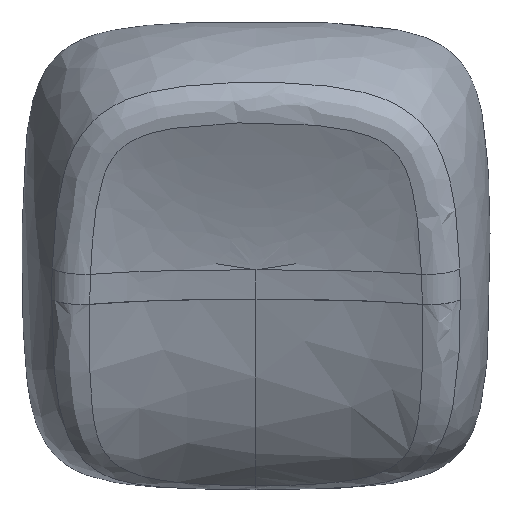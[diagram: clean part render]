
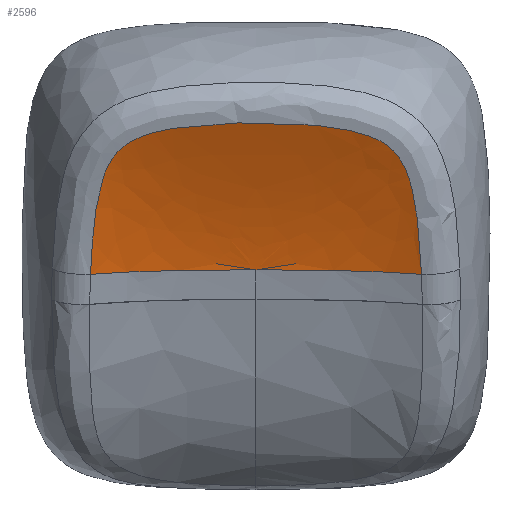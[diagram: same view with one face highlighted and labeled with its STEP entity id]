
A CAD part, top view. The second image highlights one B-rep face of the part: STEP entity #2596.
In plain terms, the highlighted free-form (B-spline) face has degree [3, 3] with [10, 5] control points.
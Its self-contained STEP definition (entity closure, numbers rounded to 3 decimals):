
#15=(
BOUNDED_CURVE()
B_SPLINE_CURVE(5,(#10885,#10886,#10887,#10888,#10889,#10890,#10891,#10892,
#10893),.UNSPECIFIED.,.F.,.F.)
B_SPLINE_CURVE_WITH_KNOTS((6,1,1,1,6),(0.216,0.4,0.6,0.8,1.),
 .UNSPECIFIED.)
CURVE()
GEOMETRIC_REPRESENTATION_ITEM()
RATIONAL_B_SPLINE_CURVE((1.,1.,1.,1.,1.,1.,1.,1.,1.))
REPRESENTATION_ITEM('')
);
#16=(
BOUNDED_CURVE()
B_SPLINE_CURVE(5,(#10894,#10895,#10896,#10897,#10898,#10899,#10900,#10901,
#10902),.UNSPECIFIED.,.F.,.F.)
B_SPLINE_CURVE_WITH_KNOTS((6,1,1,1,6),(0.216,0.4,0.6,0.8,1.),
 .UNSPECIFIED.)
CURVE()
GEOMETRIC_REPRESENTATION_ITEM()
RATIONAL_B_SPLINE_CURVE((1.,1.,1.,1.,1.,1.,1.,1.,1.))
REPRESENTATION_ITEM('')
);
#300=FACE_OUTER_BOUND('',#453,.T.);
#453=EDGE_LOOP('',(#2311,#2312,#2313));
#809=B_SPLINE_CURVE_WITH_KNOTS('',3,(#10382,#10383,#10384,#10385,#10386,
#10387,#10388,#10389,#10390,#10391,#10392,#10393,#10394,#10395,#10396,#10397,
#10398,#10399,#10400,#10401,#10402),.UNSPECIFIED.,.F.,.F.,(4,2,1,1,1,1,
1,1,1,1,1,1,1,1,1,2,4),(0.,0.117,0.365,0.49,
0.552,0.614,0.738,0.862,
1.11,1.358,1.483,1.607,1.669,
1.731,1.855,2.103,2.22),
 .UNSPECIFIED.);
#1080=VERTEX_POINT('',#10233);
#1083=VERTEX_POINT('',#10358);
#1091=VERTEX_POINT('',#10884);
#1488=EDGE_CURVE('',#1080,#1083,#809,.T.);
#1502=EDGE_CURVE('',#1080,#1091,#15,.T.);
#1503=EDGE_CURVE('',#1083,#1091,#16,.T.);
#2311=ORIENTED_EDGE('',*,*,#1488,.F.);
#2312=ORIENTED_EDGE('',*,*,#1502,.T.);
#2313=ORIENTED_EDGE('',*,*,#1503,.F.);
#2446=B_SPLINE_SURFACE_WITH_KNOTS('',3,3,((#10834,#10835,#10836,#10837,
#10838),(#10839,#10840,#10841,#10842,#10843),(#10844,#10845,#10846,#10847,
#10848),(#10849,#10850,#10851,#10852,#10853),(#10854,#10855,#10856,#10857,
#10858),(#10859,#10860,#10861,#10862,#10863),(#10864,#10865,#10866,#10867,
#10868),(#10869,#10870,#10871,#10872,#10873),(#10874,#10875,#10876,#10877,
#10878),(#10879,#10880,#10881,#10882,#10883)),.UNSPECIFIED.,.F.,.F.,.F.,
(4,1,1,1,1,1,1,4),(4,1,4),(0.,0.143,0.286,0.429,
0.571,0.714,0.857,1.),(0.131,
0.503,1.),.UNSPECIFIED.);
#2596=ADVANCED_FACE('',(#300),#2446,.F.);
#10233=CARTESIAN_POINT('',(-6.363,-0.727,7.015));
#10358=CARTESIAN_POINT('',(6.363,-0.727,7.015));
#10382=CARTESIAN_POINT('Ctrl Pts',(-6.363,-0.727,
7.015));
#10383=CARTESIAN_POINT('Ctrl Pts',(-6.35,-0.357,
7.11));
#10384=CARTESIAN_POINT('Ctrl Pts',(-6.33,0.013,
7.206));
#10385=CARTESIAN_POINT('Ctrl Pts',(-6.241,1.159,7.511));
#10386=CARTESIAN_POINT('Ctrl Pts',(-6.122,2.308,7.832));
#10387=CARTESIAN_POINT('Ctrl Pts',(-5.699,3.524,8.227));
#10388=CARTESIAN_POINT('Ctrl Pts',(-5.235,4.104,8.414));
#10389=CARTESIAN_POINT('Ctrl Pts',(-4.605,4.531,8.543));
#10390=CARTESIAN_POINT('Ctrl Pts',(-3.657,4.823,8.624));
#10391=CARTESIAN_POINT('Ctrl Pts',(-2.054,5.056,8.691));
#10392=CARTESIAN_POINT('Ctrl Pts',(0.,5.127,
8.712));
#10393=CARTESIAN_POINT('Ctrl Pts',(2.054,5.056,8.691));
#10394=CARTESIAN_POINT('Ctrl Pts',(3.657,4.823,8.624));
#10395=CARTESIAN_POINT('Ctrl Pts',(4.605,4.531,8.543));
#10396=CARTESIAN_POINT('Ctrl Pts',(5.235,4.104,8.414));
#10397=CARTESIAN_POINT('Ctrl Pts',(5.699,3.524,8.227));
#10398=CARTESIAN_POINT('Ctrl Pts',(6.122,2.308,7.832));
#10399=CARTESIAN_POINT('Ctrl Pts',(6.241,1.158,7.511));
#10400=CARTESIAN_POINT('Ctrl Pts',(6.33,0.013,
7.206));
#10401=CARTESIAN_POINT('Ctrl Pts',(6.35,-0.357,7.11));
#10402=CARTESIAN_POINT('Ctrl Pts',(6.363,-0.727,
7.015));
#10834=CARTESIAN_POINT('Ctrl Pts',(-6.739,-0.759,
7.134));
#10835=CARTESIAN_POINT('Ctrl Pts',(-6.218,-0.712,
6.958));
#10836=CARTESIAN_POINT('Ctrl Pts',(-4.807,-0.61,
6.575));
#10837=CARTESIAN_POINT('Ctrl Pts',(-2.279,-0.552,
6.359));
#10838=CARTESIAN_POINT('Ctrl Pts',(0.,-0.552,
6.359));
#10839=CARTESIAN_POINT('Ctrl Pts',(-6.739,0.406,
7.446));
#10840=CARTESIAN_POINT('Ctrl Pts',(-6.218,0.285,7.225));
#10841=CARTESIAN_POINT('Ctrl Pts',(-4.807,0.,
6.739));
#10842=CARTESIAN_POINT('Ctrl Pts',(-2.279,-0.33,
6.418));
#10843=CARTESIAN_POINT('Ctrl Pts',(0.,-0.552,
6.359));
#10844=CARTESIAN_POINT('Ctrl Pts',(-6.572,2.713,8.064));
#10845=CARTESIAN_POINT('Ctrl Pts',(-6.059,2.281,7.76));
#10846=CARTESIAN_POINT('Ctrl Pts',(-4.588,1.188,7.057));
#10847=CARTESIAN_POINT('Ctrl Pts',(-2.093,0.051,
6.52));
#10848=CARTESIAN_POINT('Ctrl Pts',(0.,-0.552,
6.359));
#10849=CARTESIAN_POINT('Ctrl Pts',(-5.284,4.574,8.563));
#10850=CARTESIAN_POINT('Ctrl Pts',(-4.863,3.869,8.185));
#10851=CARTESIAN_POINT('Ctrl Pts',(-3.483,2.172,7.321));
#10852=CARTESIAN_POINT('Ctrl Pts',(-1.415,0.431,
6.622));
#10853=CARTESIAN_POINT('Ctrl Pts',(0.,-0.552,
6.359));
#10854=CARTESIAN_POINT('Ctrl Pts',(-2.181,5.127,8.711));
#10855=CARTESIAN_POINT('Ctrl Pts',(-2.004,4.319,8.306));
#10856=CARTESIAN_POINT('Ctrl Pts',(-1.371,2.493,7.407));
#10857=CARTESIAN_POINT('Ctrl Pts',(-0.498,0.621,
6.673));
#10858=CARTESIAN_POINT('Ctrl Pts',(0.,-0.552,
6.359));
#10859=CARTESIAN_POINT('Ctrl Pts',(2.187,5.126,8.711));
#10860=CARTESIAN_POINT('Ctrl Pts',(2.01,4.318,8.305));
#10861=CARTESIAN_POINT('Ctrl Pts',(1.374,2.492,7.407));
#10862=CARTESIAN_POINT('Ctrl Pts',(0.498,0.621,
6.673));
#10863=CARTESIAN_POINT('Ctrl Pts',(0.,-0.552,
6.359));
#10864=CARTESIAN_POINT('Ctrl Pts',(5.279,4.573,8.563));
#10865=CARTESIAN_POINT('Ctrl Pts',(4.858,3.868,8.185));
#10866=CARTESIAN_POINT('Ctrl Pts',(3.48,2.171,7.32));
#10867=CARTESIAN_POINT('Ctrl Pts',(1.415,0.431,6.622));
#10868=CARTESIAN_POINT('Ctrl Pts',(0.,-0.552,
6.359));
#10869=CARTESIAN_POINT('Ctrl Pts',(6.571,2.713,8.064));
#10870=CARTESIAN_POINT('Ctrl Pts',(6.059,2.282,7.76));
#10871=CARTESIAN_POINT('Ctrl Pts',(4.587,1.188,7.057));
#10872=CARTESIAN_POINT('Ctrl Pts',(2.093,0.051,
6.52));
#10873=CARTESIAN_POINT('Ctrl Pts',(0.,-0.552,
6.359));
#10874=CARTESIAN_POINT('Ctrl Pts',(6.739,0.406,7.446));
#10875=CARTESIAN_POINT('Ctrl Pts',(6.218,0.286,7.225));
#10876=CARTESIAN_POINT('Ctrl Pts',(4.807,0.,
6.739));
#10877=CARTESIAN_POINT('Ctrl Pts',(2.279,-0.33,
6.418));
#10878=CARTESIAN_POINT('Ctrl Pts',(0.,-0.552,
6.359));
#10879=CARTESIAN_POINT('Ctrl Pts',(6.739,-0.759,
7.134));
#10880=CARTESIAN_POINT('Ctrl Pts',(6.218,-0.712,
6.958));
#10881=CARTESIAN_POINT('Ctrl Pts',(4.807,-0.61,
6.575));
#10882=CARTESIAN_POINT('Ctrl Pts',(2.279,-0.552,
6.359));
#10883=CARTESIAN_POINT('Ctrl Pts',(0.,-0.552,
6.359));
#10884=CARTESIAN_POINT('',(0.,-0.552,6.359));
#10885=CARTESIAN_POINT('Ctrl Pts',(-6.363,-0.727,
7.015));
#10886=CARTESIAN_POINT('Ctrl Pts',(-6.195,-0.714,
6.965));
#10887=CARTESIAN_POINT('Ctrl Pts',(-5.825,-0.687,
6.863));
#10888=CARTESIAN_POINT('Ctrl Pts',(-5.202,-0.648,
6.717));
#10889=CARTESIAN_POINT('Ctrl Pts',(-4.211,-0.601,
6.544));
#10890=CARTESIAN_POINT('Ctrl Pts',(-2.885,-0.568,
6.421));
#10891=CARTESIAN_POINT('Ctrl Pts',(-1.576,-0.555,
6.37));
#10892=CARTESIAN_POINT('Ctrl Pts',(-0.551,-0.552,
6.359));
#10893=CARTESIAN_POINT('Ctrl Pts',(0.,-0.552,
6.359));
#10894=CARTESIAN_POINT('Ctrl Pts',(6.363,-0.727,
7.015));
#10895=CARTESIAN_POINT('Ctrl Pts',(6.195,-0.714,
6.965));
#10896=CARTESIAN_POINT('Ctrl Pts',(5.825,-0.687,
6.863));
#10897=CARTESIAN_POINT('Ctrl Pts',(5.202,-0.648,
6.717));
#10898=CARTESIAN_POINT('Ctrl Pts',(4.211,-0.601,
6.544));
#10899=CARTESIAN_POINT('Ctrl Pts',(2.885,-0.568,6.421));
#10900=CARTESIAN_POINT('Ctrl Pts',(1.576,-0.555,
6.37));
#10901=CARTESIAN_POINT('Ctrl Pts',(0.551,-0.552,
6.359));
#10902=CARTESIAN_POINT('Ctrl Pts',(0.,-0.552,
6.359));
